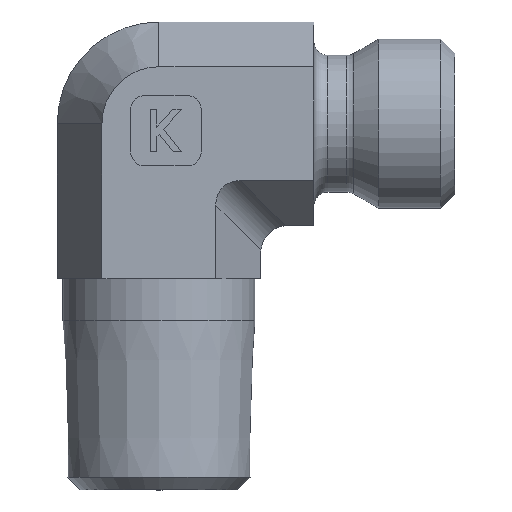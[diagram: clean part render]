
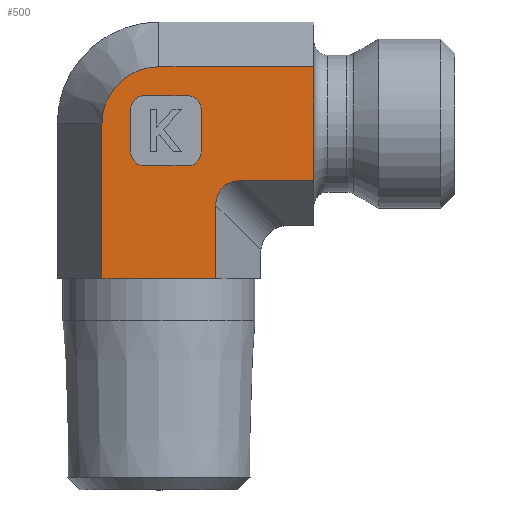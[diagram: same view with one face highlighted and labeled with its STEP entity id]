
A CAD part, left-side view. The second image highlights one B-rep face of the part: STEP entity #500.
In plain terms, the highlighted planar face has unit normal (-1, 0, 0).
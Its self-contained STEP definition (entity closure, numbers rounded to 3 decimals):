
#270=CARTESIAN_POINT('',(-26.485,5.502,1.));
#271=VERTEX_POINT('',#270);
#278=CARTESIAN_POINT('',(-26.485,13.585,1.));
#279=VERTEX_POINT('',#278);
#280=CARTESIAN_POINT('',(-26.485,13.585,1.));
#281=DIRECTION('',(0.0,-1.0,0.0));
#282=VECTOR('',#281,8.083);
#283=LINE('',#280,#282);
#284=EDGE_CURVE('',#279,#271,#283,.T.);
#348=CARTESIAN_POINT('',(-26.485,13.585,12.));
#349=VERTEX_POINT('',#348);
#350=CARTESIAN_POINT('',(-26.485,13.585,1.));
#351=DIRECTION('',(0.0,0.0,1.0));
#352=VECTOR('',#351,11.0);
#353=LINE('',#350,#352);
#354=EDGE_CURVE('',#279,#349,#353,.T.);
#373=CARTESIAN_POINT('',(-26.485,5.502,0.0));
#374=DIRECTION('',(-1.0,0.0,0.0));
#375=DIRECTION('',(0.0,0.0,1.0));
#376=AXIS2_PLACEMENT_3D('',#373,#374,#375);
#377=PLANE('',#376);
#378=ORIENTED_EDGE('',*,*,#284,.T.);
#379=CARTESIAN_POINT('',(-26.485,5.502,6.226));
#380=VERTEX_POINT('',#379);
#381=CARTESIAN_POINT('',(-26.485,5.502,1.));
#382=DIRECTION('',(0.0,0.0,1.0));
#383=VECTOR('',#382,5.226);
#384=LINE('',#381,#383);
#385=EDGE_CURVE('',#271,#380,#384,.T.);
#386=ORIENTED_EDGE('',*,*,#385,.T.);
#387=CARTESIAN_POINT('',(-26.485,3.77,7.959));
#388=VERTEX_POINT('',#387);
#389=CARTESIAN_POINT('',(-26.485,3.193,5.649));
#390=DIRECTION('',(-1.0,0.0,0.0));
#391=DIRECTION('',(0.0,0.707,0.707));
#392=AXIS2_PLACEMENT_3D('',#389,#390,#391);
#393=ELLIPSE('',#392,2.582,2.0);
#394=EDGE_CURVE('',#388,#380,#393,.T.);
#395=ORIENTED_EDGE('',*,*,#394,.F.);
#396=CARTESIAN_POINT('',(-26.485,-1.456,7.959));
#397=VERTEX_POINT('',#396);
#398=CARTESIAN_POINT('',(-26.485,3.77,7.959));
#399=DIRECTION('',(0.0,-1.0,0.0));
#400=VECTOR('',#399,5.226);
#401=LINE('',#398,#400);
#402=EDGE_CURVE('',#388,#397,#401,.T.);
#403=ORIENTED_EDGE('',*,*,#402,.T.);
#404=CARTESIAN_POINT('',(-26.485,-1.456,16.041));
#405=VERTEX_POINT('',#404);
#406=CARTESIAN_POINT('',(-26.485,-1.456,7.959));
#407=DIRECTION('',(0.0,0.0,1.0));
#408=VECTOR('',#407,8.083);
#409=LINE('',#406,#408);
#410=EDGE_CURVE('',#397,#405,#409,.T.);
#411=ORIENTED_EDGE('',*,*,#410,.T.);
#412=CARTESIAN_POINT('',(-26.485,9.544,16.041));
#413=VERTEX_POINT('',#412);
#414=CARTESIAN_POINT('',(-26.485,9.544,16.041));
#415=DIRECTION('',(0.0,-1.0,0.0));
#416=VECTOR('',#415,11.);
#417=LINE('',#414,#416);
#418=EDGE_CURVE('',#413,#405,#417,.T.);
#419=ORIENTED_EDGE('',*,*,#418,.F.);
#420=CARTESIAN_POINT('',(-26.485,9.544,12.));
#421=DIRECTION('',(-1.0,0.0,0.0));
#422=DIRECTION('',(0.0,0.0,1.0));
#423=AXIS2_PLACEMENT_3D('',#420,#421,#422);
#424=CIRCLE('',#423,4.041);
#425=EDGE_CURVE('',#413,#349,#424,.T.);
#426=ORIENTED_EDGE('',*,*,#425,.T.);
#427=ORIENTED_EDGE('',*,*,#354,.F.);
#428=EDGE_LOOP('',(#378,#386,#395,#403,#411,#419,#426,#427));
#429=FACE_OUTER_BOUND('',#428,.T.);
#430=CARTESIAN_POINT('',(-26.485,7.544,9.));
#431=VERTEX_POINT('',#430);
#432=CARTESIAN_POINT('',(-26.485,10.544,9.));
#433=VERTEX_POINT('',#432);
#434=CARTESIAN_POINT('',(-26.485,7.544,9.));
#435=DIRECTION('',(0.0,1.0,0.0));
#436=VECTOR('',#435,3.);
#437=LINE('',#434,#436);
#438=EDGE_CURVE('',#431,#433,#437,.T.);
#439=ORIENTED_EDGE('',*,*,#438,.T.);
#440=CARTESIAN_POINT('',(-26.485,11.544,10.));
#441=VERTEX_POINT('',#440);
#442=CARTESIAN_POINT('',(-26.485,10.544,10.));
#443=DIRECTION('',(-1.0,0.0,0.0));
#444=DIRECTION('',(0.0,0.707,-0.707));
#445=AXIS2_PLACEMENT_3D('',#442,#443,#444);
#446=CIRCLE('',#445,1.0);
#447=EDGE_CURVE('',#441,#433,#446,.T.);
#448=ORIENTED_EDGE('',*,*,#447,.F.);
#449=CARTESIAN_POINT('',(-26.485,11.544,13.));
#450=VERTEX_POINT('',#449);
#451=CARTESIAN_POINT('',(-26.485,11.544,10.));
#452=DIRECTION('',(0.0,0.0,1.0));
#453=VECTOR('',#452,3.);
#454=LINE('',#451,#453);
#455=EDGE_CURVE('',#441,#450,#454,.T.);
#456=ORIENTED_EDGE('',*,*,#455,.T.);
#457=CARTESIAN_POINT('',(-26.485,10.544,14.));
#458=VERTEX_POINT('',#457);
#459=CARTESIAN_POINT('',(-26.485,10.544,13.));
#460=DIRECTION('',(-1.0,0.0,0.0));
#461=DIRECTION('',(0.0,0.707,0.707));
#462=AXIS2_PLACEMENT_3D('',#459,#460,#461);
#463=CIRCLE('',#462,1.0);
#464=EDGE_CURVE('',#458,#450,#463,.T.);
#465=ORIENTED_EDGE('',*,*,#464,.F.);
#466=CARTESIAN_POINT('',(-26.485,7.544,14.));
#467=VERTEX_POINT('',#466);
#468=CARTESIAN_POINT('',(-26.485,10.544,14.));
#469=DIRECTION('',(0.0,-1.0,0.0));
#470=VECTOR('',#469,3.0);
#471=LINE('',#468,#470);
#472=EDGE_CURVE('',#458,#467,#471,.T.);
#473=ORIENTED_EDGE('',*,*,#472,.T.);
#474=CARTESIAN_POINT('',(-26.485,6.544,13.));
#475=VERTEX_POINT('',#474);
#476=CARTESIAN_POINT('',(-26.485,7.544,13.));
#477=DIRECTION('',(-1.0,0.0,0.0));
#478=DIRECTION('',(0.0,-0.707,0.707));
#479=AXIS2_PLACEMENT_3D('',#476,#477,#478);
#480=CIRCLE('',#479,1.0);
#481=EDGE_CURVE('',#475,#467,#480,.T.);
#482=ORIENTED_EDGE('',*,*,#481,.F.);
#483=CARTESIAN_POINT('',(-26.485,6.544,10.));
#484=VERTEX_POINT('',#483);
#485=CARTESIAN_POINT('',(-26.485,6.544,13.));
#486=DIRECTION('',(0.0,0.0,-1.0));
#487=VECTOR('',#486,3.0);
#488=LINE('',#485,#487);
#489=EDGE_CURVE('',#475,#484,#488,.T.);
#490=ORIENTED_EDGE('',*,*,#489,.T.);
#491=CARTESIAN_POINT('',(-26.485,7.544,10.));
#492=DIRECTION('',(-1.0,0.0,0.0));
#493=DIRECTION('',(0.0,-0.707,-0.707));
#494=AXIS2_PLACEMENT_3D('',#491,#492,#493);
#495=CIRCLE('',#494,1.0);
#496=EDGE_CURVE('',#431,#484,#495,.T.);
#497=ORIENTED_EDGE('',*,*,#496,.F.);
#498=EDGE_LOOP('',(#439,#448,#456,#465,#473,#482,#490,#497));
#499=FACE_BOUND('',#498,.T.);
#500=ADVANCED_FACE('',(#429,#499),#377,.T.);
